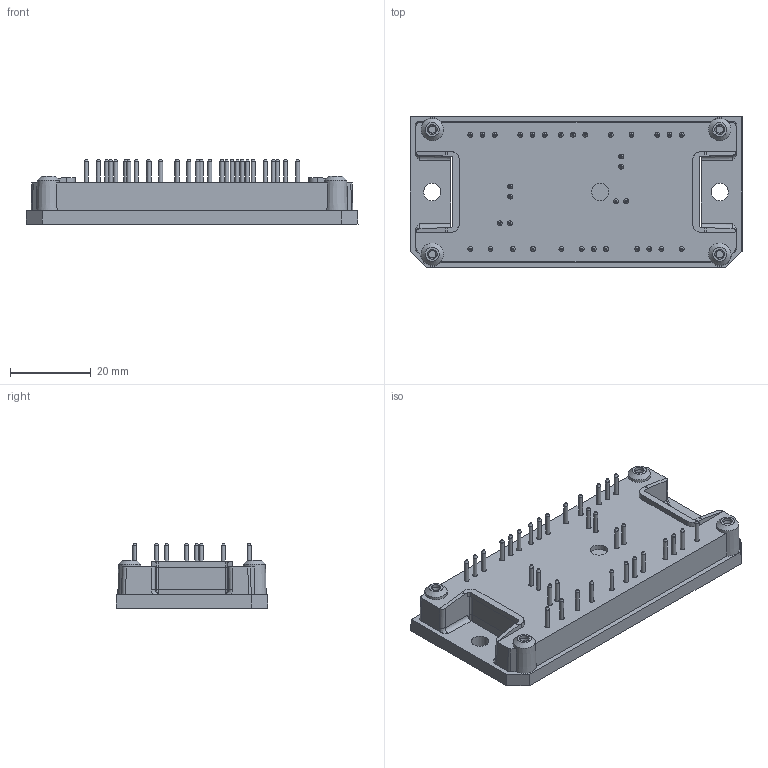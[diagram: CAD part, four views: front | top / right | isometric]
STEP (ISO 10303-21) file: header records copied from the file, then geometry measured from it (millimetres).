
FILE_DESCRIPTION( ( 'Unknown' ), '1' );
FILE_NAME( 'Part5.stp', 'Unknown', ( 'Unknown' ), ( 'Unknown' ), 'PSStep 17.0.49', 'Unknown', ' ' );
FILE_SCHEMA( ( 'AUTOMOTIVE_DESIGN { 1 0 10303 214 1 1 1 1 }' ) );
Length unit declared in the file: millimetre
Products named in the file (1): Flow1-4T12W-M520-02-H
Bounding box: 82 x 37.4 x 16.23 mm (x, y, z)
Volume: 25866.6 mm3; surface area: 11300.4 mm2
Topology: 1 solids, 1 shells, 807 faces, 1944 edges, 1293 vertices
Faces by surface type: plane 627, cylinder 121, cone 50, extrusion 5, bspline 4
Full cylindrical faces by diameter (mm): 1 x34, 1.2 x34, 2.4 x4, 4.3 x3
Entity records: 29094 total; most frequent: CARTESIAN_POINT 4492, DIRECTION 3585, ORIENTED_EDGE 3516, EDGE_CURVE 1758, VECTOR 1363, LINE 1358, VERTEX_POINT 1232, AXIS2_PLACEMENT_3D 1111
